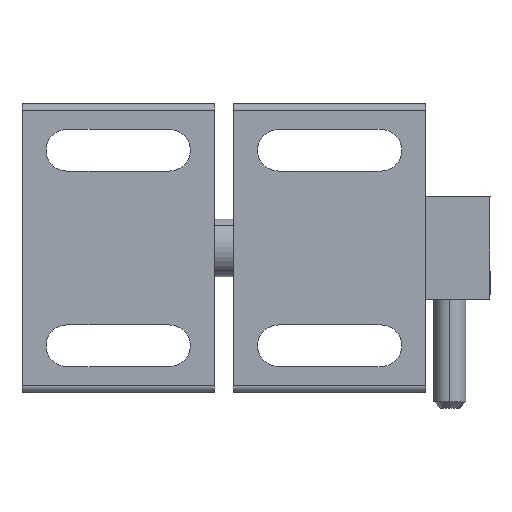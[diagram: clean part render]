
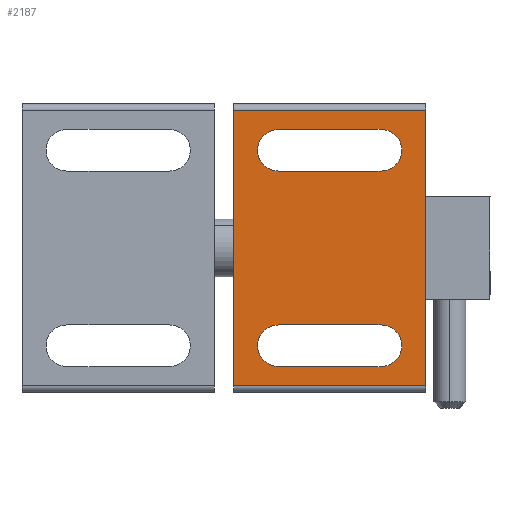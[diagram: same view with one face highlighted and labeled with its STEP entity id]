
A CAD part, front view. The second image highlights one B-rep face of the part: STEP entity #2187.
In plain terms, the highlighted planar face has unit normal (0, -1, 0).
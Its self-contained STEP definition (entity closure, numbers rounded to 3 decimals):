
#2 = EDGE_CURVE ( 'NONE', #1254, #1165, #1133, .T. ) ;
#6 = EDGE_CURVE ( 'NONE', #1124, #1140, #1802, .T. ) ;
#41 = EDGE_CURVE ( 'NONE', #1156, #1252, #1749, .T. ) ;
#43 = EDGE_CURVE ( 'NONE', #1169, #1124, #1755, .T. ) ;
#46 = EDGE_CURVE ( 'NONE', #1140, #1253, #1743, .T. ) ;
#160 = DIRECTION ( 'NONE',  ( 0., 1., 0. ) ) ;
#171 = CARTESIAN_POINT ( 'NONE',  ( 18.748, 11.096, -46.876 ) ) ;
#253 = CARTESIAN_POINT ( 'NONE',  ( -4.252, 11.096, -80.376 ) ) ;
#256 = CARTESIAN_POINT ( 'NONE',  ( 18.748, 11.096, -89.876 ) ) ;
#304 = CARTESIAN_POINT ( 'NONE',  ( -4.252, 11.096, -49.876 ) ) ;
#306 = CARTESIAN_POINT ( 'NONE',  ( 11.748, 11.096, -56.376 ) ) ;
#310 = CARTESIAN_POINT ( 'NONE',  ( -11.252, 11.096, -89.876 ) ) ;
#315 = CARTESIAN_POINT ( 'NONE',  ( 11.748, 11.096, -80.376 ) ) ;
#317 = CARTESIAN_POINT ( 'NONE',  ( -4.252, 11.096, -56.376 ) ) ;
#321 = CARTESIAN_POINT ( 'NONE',  ( -11.252, 11.096, -46.876 ) ) ;
#337 = CARTESIAN_POINT ( 'NONE',  ( 11.748, 11.096, -49.876 ) ) ;
#359 = CARTESIAN_POINT ( 'NONE',  ( 11.748, 11.096, -86.876 ) ) ;
#404 = CARTESIAN_POINT ( 'NONE',  ( -4.252, 11.096, -86.876 ) ) ;
#497 = DIRECTION ( 'NONE',  ( 0., 0., -1. ) ) ;
#501 = PLANE ( 'NONE',  #2088 ) ;
#521 = CARTESIAN_POINT ( 'NONE',  ( -11.252, 11.096, -90.876 ) ) ;
#635 = AXIS2_PLACEMENT_3D ( 'NONE', #1887, #1858, #2001 ) ;
#637 = AXIS2_PLACEMENT_3D ( 'NONE', #1991, #1959, #2007 ) ;
#956 = ORIENTED_EDGE ( 'NONE', *, *, #2300, .T. ) ;
#961 = ORIENTED_EDGE ( 'NONE', *, *, #46, .T. ) ;
#978 = ORIENTED_EDGE ( 'NONE', *, *, #2305, .T. ) ;
#995 = ORIENTED_EDGE ( 'NONE', *, *, #2286, .T. ) ;
#996 = ORIENTED_EDGE ( 'NONE', *, *, #41, .T. ) ;
#997 = ORIENTED_EDGE ( 'NONE', *, *, #2288, .F. ) ;
#1046 = VECTOR ( 'NONE', #1845, 1000. ) ;
#1053 = ORIENTED_EDGE ( 'NONE', *, *, #2304, .T. ) ;
#1055 = ORIENTED_EDGE ( 'NONE', *, *, #2, .T. ) ;
#1058 = ORIENTED_EDGE ( 'NONE', *, *, #43, .T. ) ;
#1059 = ORIENTED_EDGE ( 'NONE', *, *, #2299, .T. ) ;
#1102 = ORIENTED_EDGE ( 'NONE', *, *, #2298, .T. ) ;
#1104 = ORIENTED_EDGE ( 'NONE', *, *, #6, .T. ) ;
#1124 = VERTEX_POINT ( 'NONE', #359 ) ;
#1133 = LINE ( 'NONE', #1888, #1046 ) ;
#1140 = VERTEX_POINT ( 'NONE', #404 ) ;
#1151 = VERTEX_POINT ( 'NONE', #304 ) ;
#1153 = VERTEX_POINT ( 'NONE', #306 ) ;
#1156 = VERTEX_POINT ( 'NONE', #310 ) ;
#1162 = VERTEX_POINT ( 'NONE', #317 ) ;
#1165 = VERTEX_POINT ( 'NONE', #321 ) ;
#1169 = VERTEX_POINT ( 'NONE', #315 ) ;
#1178 = VERTEX_POINT ( 'NONE', #337 ) ;
#1252 = VERTEX_POINT ( 'NONE', #256 ) ;
#1253 = VERTEX_POINT ( 'NONE', #253 ) ;
#1254 = VERTEX_POINT ( 'NONE', #171 ) ;
#1289 = EDGE_LOOP ( 'NONE', ( #1053, #978, #1102, #1059 ) ) ;
#1449 = EDGE_LOOP ( 'NONE', ( #997, #996, #995, #1055 ) ) ;
#1453 = EDGE_LOOP ( 'NONE', ( #956, #1058, #1104, #961 ) ) ;
#1674 = DIRECTION ( 'NONE',  ( 0., 0., 1. ) ) ;
#1675 = CARTESIAN_POINT ( 'NONE',  ( -11.252, 11.096, -90.876 ) ) ;
#1682 = CARTESIAN_POINT ( 'NONE',  ( 18.748, 11.096, -90.876 ) ) ;
#1689 = DIRECTION ( 'NONE',  ( 0., 0., 1. ) ) ;
#1743 = CIRCLE ( 'NONE', #635, 3.25 ) ;
#1747 = VECTOR ( 'NONE', #1886, 1000. ) ;
#1749 = LINE ( 'NONE', #1884, #1747 ) ;
#1755 = CIRCLE ( 'NONE', #637, 3.25 ) ;
#1801 = VECTOR ( 'NONE', #1828, 1000. ) ;
#1802 = LINE ( 'NONE', #2030, #1801 ) ;
#1828 = DIRECTION ( 'NONE',  ( -1., 0., 0. ) ) ;
#1845 = DIRECTION ( 'NONE',  ( -1., 0., 0. ) ) ;
#1858 = DIRECTION ( 'NONE',  ( 0., 1., 0. ) ) ;
#1884 = CARTESIAN_POINT ( 'NONE',  ( -11.252, 11.096, -89.876 ) ) ;
#1886 = DIRECTION ( 'NONE',  ( 1., 0., 0. ) ) ;
#1887 = CARTESIAN_POINT ( 'NONE',  ( -4.252, 11.096, -83.626 ) ) ;
#1888 = CARTESIAN_POINT ( 'NONE',  ( -11.252, 11.096, -46.876 ) ) ;
#1959 = DIRECTION ( 'NONE',  ( 0., 1., 0. ) ) ;
#1991 = CARTESIAN_POINT ( 'NONE',  ( 11.748, 11.096, -83.626 ) ) ;
#2001 = DIRECTION ( 'NONE',  ( 0., 0., -1. ) ) ;
#2007 = DIRECTION ( 'NONE',  ( 0., 0., -1. ) ) ;
#2030 = CARTESIAN_POINT ( 'NONE',  ( -11.252, 11.096, -86.876 ) ) ;
#2059 = AXIS2_PLACEMENT_3D ( 'NONE', #2147, #2146, #2144 ) ;
#2061 = AXIS2_PLACEMENT_3D ( 'NONE', #2107, #2110, #2123 ) ;
#2088 = AXIS2_PLACEMENT_3D ( 'NONE', #521, #160, #497 ) ;
#2104 = DIRECTION ( 'NONE',  ( 1., 0., 0. ) ) ;
#2107 = CARTESIAN_POINT ( 'NONE',  ( -4.252, 11.096, -53.126 ) ) ;
#2110 = DIRECTION ( 'NONE',  ( 0., 1., 0. ) ) ;
#2123 = DIRECTION ( 'NONE',  ( 0., 0., -1. ) ) ;
#2126 = CARTESIAN_POINT ( 'NONE',  ( -11.252, 11.096, -80.376 ) ) ;
#2134 = CARTESIAN_POINT ( 'NONE',  ( -11.252, 11.096, -56.376 ) ) ;
#2135 = DIRECTION ( 'NONE',  ( -1., 0., 0. ) ) ;
#2141 = CARTESIAN_POINT ( 'NONE',  ( -11.252, 11.096, -49.876 ) ) ;
#2144 = DIRECTION ( 'NONE',  ( 0., 0., -1. ) ) ;
#2146 = DIRECTION ( 'NONE',  ( 0., 1., 0. ) ) ;
#2147 = CARTESIAN_POINT ( 'NONE',  ( 11.748, 11.096, -53.126 ) ) ;
#2150 = DIRECTION ( 'NONE',  ( 1., 0., 0. ) ) ;
#2187 = ADVANCED_FACE ( 'NONE', ( #2624, #2464, #2645 ), #501, .F. ) ;
#2286 = EDGE_CURVE ( 'NONE', #1252, #1254, #2404, .T. ) ;
#2288 = EDGE_CURVE ( 'NONE', #1156, #1165, #2696, .T. ) ;
#2298 = EDGE_CURVE ( 'NONE', #1153, #1162, #2721, .T. ) ;
#2299 = EDGE_CURVE ( 'NONE', #1162, #1151, #2718, .T. ) ;
#2300 = EDGE_CURVE ( 'NONE', #1253, #1169, #2692, .T. ) ;
#2304 = EDGE_CURVE ( 'NONE', #1151, #1178, #2673, .T. ) ;
#2305 = EDGE_CURVE ( 'NONE', #1178, #1153, #2501, .T. ) ;
#2404 = LINE ( 'NONE', #1682, #2694 ) ;
#2464 = FACE_BOUND ( 'NONE', #1453, .T. ) ;
#2501 = CIRCLE ( 'NONE', #2059, 3.25 ) ;
#2586 = VECTOR ( 'NONE', #2150, 1000. ) ;
#2624 = FACE_BOUND ( 'NONE', #1289, .T. ) ;
#2640 = VECTOR ( 'NONE', #2135, 1000. ) ;
#2645 = FACE_OUTER_BOUND ( 'NONE', #1449, .T. ) ;
#2661 = VECTOR ( 'NONE', #2104, 1000. ) ;
#2673 = LINE ( 'NONE', #2141, #2586 ) ;
#2692 = LINE ( 'NONE', #2126, #2661 ) ;
#2694 = VECTOR ( 'NONE', #1689, 1000. ) ;
#2696 = LINE ( 'NONE', #1675, #2705 ) ;
#2705 = VECTOR ( 'NONE', #1674, 1000. ) ;
#2718 = CIRCLE ( 'NONE', #2061, 3.25 ) ;
#2721 = LINE ( 'NONE', #2134, #2640 ) ;
